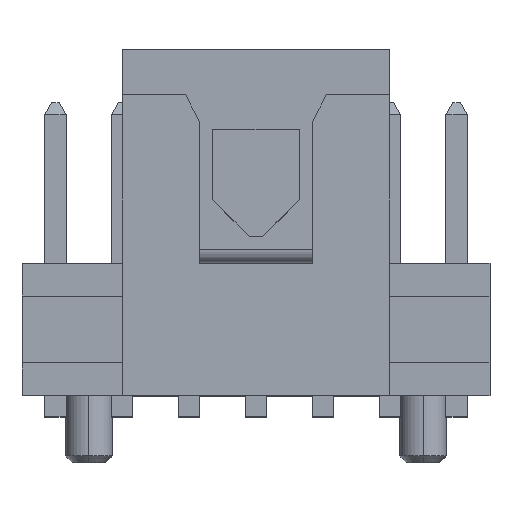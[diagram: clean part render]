
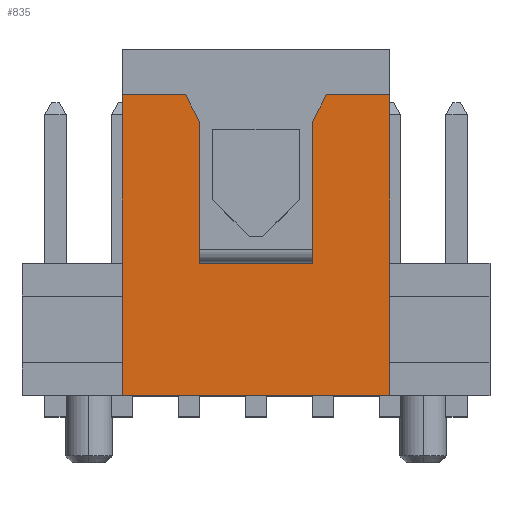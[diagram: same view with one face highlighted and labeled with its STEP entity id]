
A CAD part, top view. The second image highlights one B-rep face of the part: STEP entity #835.
In plain terms, the highlighted planar face has unit normal (0, 0, 1).
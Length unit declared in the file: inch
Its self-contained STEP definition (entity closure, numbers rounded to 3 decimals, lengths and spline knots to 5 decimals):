
#227 = CARTESIAN_POINT ( 'NONE',  ( 0.0425, 0.099, 0.1 ) ) ;
#443 = EDGE_CURVE ( 'NONE', #13052, #6624, #7958, .T. ) ;
#739 = DIRECTION ( 'NONE',  ( 0., -1., 0. ) ) ;
#835 = ADVANCED_FACE ( 'NONE', ( #5964 ), #1351, .T. ) ;
#944 = DIRECTION ( 'NONE',  ( 1., 0., 0. ) ) ;
#1209 = CARTESIAN_POINT ( 'NONE',  ( -0.0425, 0.205, 0.1 ) ) ;
#1226 = CARTESIAN_POINT ( 'NONE',  ( -0.0425, 0.205, 0.1 ) ) ;
#1272 = VECTOR ( 'NONE', #2496, 39.37008 ) ;
#1351 = PLANE ( 'NONE',  #15593 ) ;
#1475 = LINE ( 'NONE', #1209, #7393 ) ;
#2072 = ORIENTED_EDGE ( 'NONE', *, *, #15093, .T. ) ;
#2496 = DIRECTION ( 'NONE',  ( -1., 0., 0. ) ) ;
#2595 = ORIENTED_EDGE ( 'NONE', *, *, #11955, .T. ) ;
#2617 = LINE ( 'NONE', #14071, #6163 ) ;
#2801 = VERTEX_POINT ( 'NONE', #8484 ) ;
#3401 = ORIENTED_EDGE ( 'NONE', *, *, #12340, .T. ) ;
#3903 = LINE ( 'NONE', #4102, #1272 ) ;
#4102 = CARTESIAN_POINT ( 'NONE',  ( 0.1, 0.225, 0.1 ) ) ;
#4261 = LINE ( 'NONE', #9985, #7851 ) ;
#4565 = CARTESIAN_POINT ( 'NONE',  ( 0.0525, 0.225, 0.1 ) ) ;
#4734 = VECTOR ( 'NONE', #739, 39.37008 ) ;
#5325 = EDGE_CURVE ( 'NONE', #9862, #2801, #1475, .T. ) ;
#5856 = VECTOR ( 'NONE', #7893, 39.37008 ) ;
#5873 = VECTOR ( 'NONE', #17898, 39.37008 ) ;
#5964 = FACE_OUTER_BOUND ( 'NONE', #10616, .T. ) ;
#6061 = EDGE_CURVE ( 'NONE', #15065, #9862, #9277, .T. ) ;
#6163 = VECTOR ( 'NONE', #10327, 39.37008 ) ;
#6459 = DIRECTION ( 'NONE',  ( 1., 0., 0. ) ) ;
#6513 = CARTESIAN_POINT ( 'NONE',  ( 0.0425, 0.205, 0.1 ) ) ;
#6624 = VERTEX_POINT ( 'NONE', #16071 ) ;
#6748 = ORIENTED_EDGE ( 'NONE', *, *, #5325, .T. ) ;
#6974 = LINE ( 'NONE', #10739, #5873 ) ;
#7219 = DIRECTION ( 'NONE',  ( -0.447, 0.894, 0. ) ) ;
#7393 = VECTOR ( 'NONE', #7219, 39.37008 ) ;
#7687 = CARTESIAN_POINT ( 'NONE',  ( 0., 0., 0.1 ) ) ;
#7851 = VECTOR ( 'NONE', #15682, 39.37008 ) ;
#7893 = DIRECTION ( 'NONE',  ( 0., 1., 0. ) ) ;
#7915 = CARTESIAN_POINT ( 'NONE',  ( 0.0525, 0.225, 0.1 ) ) ;
#7958 = LINE ( 'NONE', #7687, #8477 ) ;
#8331 = DIRECTION ( 'NONE',  ( 0., -1., 0. ) ) ;
#8341 = VECTOR ( 'NONE', #11933, 39.37008 ) ;
#8477 = VECTOR ( 'NONE', #6459, 39.37008 ) ;
#8484 = CARTESIAN_POINT ( 'NONE',  ( -0.0525, 0.225, 0.1 ) ) ;
#8499 = VERTEX_POINT ( 'NONE', #12226 ) ;
#8584 = ORIENTED_EDGE ( 'NONE', *, *, #13723, .T. ) ;
#8597 = VERTEX_POINT ( 'NONE', #227 ) ;
#8624 = CARTESIAN_POINT ( 'NONE',  ( -0.1, 0., 0.1 ) ) ;
#9277 = LINE ( 'NONE', #15010, #5856 ) ;
#9821 = VERTEX_POINT ( 'NONE', #15298 ) ;
#9862 = VERTEX_POINT ( 'NONE', #1226 ) ;
#9985 = CARTESIAN_POINT ( 'NONE',  ( 0.1, 0.099, 0.1 ) ) ;
#9989 = CARTESIAN_POINT ( 'NONE',  ( 0.1, 0.005, 0.1 ) ) ;
#10327 = DIRECTION ( 'NONE',  ( 0., 1., 0. ) ) ;
#10616 = EDGE_LOOP ( 'NONE', ( #14671, #2595, #15397, #6748, #3401, #18464, #17014, #8584, #2072, #12436 ) ) ;
#10739 = CARTESIAN_POINT ( 'NONE',  ( 0.1, 0.225, 0.1 ) ) ;
#11822 = VERTEX_POINT ( 'NONE', #4565 ) ;
#11933 = DIRECTION ( 'NONE',  ( -0.447, -0.894, 0. ) ) ;
#11955 = EDGE_CURVE ( 'NONE', #8597, #15065, #4261, .T. ) ;
#12226 = CARTESIAN_POINT ( 'NONE',  ( 0.1, 0.225, 0.1 ) ) ;
#12336 = CARTESIAN_POINT ( 'NONE',  ( 0.0425, 0.005, 0.1 ) ) ;
#12340 = EDGE_CURVE ( 'NONE', #2801, #9821, #3903, .T. ) ;
#12341 = VECTOR ( 'NONE', #8331, 39.37008 ) ;
#12383 = EDGE_CURVE ( 'NONE', #9821, #13052, #16943, .T. ) ;
#12436 = ORIENTED_EDGE ( 'NONE', *, *, #17866, .T. ) ;
#13052 = VERTEX_POINT ( 'NONE', #8624 ) ;
#13647 = CARTESIAN_POINT ( 'NONE',  ( -0.0425, 0.099, 0.1 ) ) ;
#13723 = EDGE_CURVE ( 'NONE', #6624, #8499, #2617, .T. ) ;
#14071 = CARTESIAN_POINT ( 'NONE',  ( 0.1, 0.005, 0.1 ) ) ;
#14129 = CARTESIAN_POINT ( 'NONE',  ( -0.1, 0.005, 0.1 ) ) ;
#14495 = DIRECTION ( 'NONE',  ( 0., 0., 1. ) ) ;
#14671 = ORIENTED_EDGE ( 'NONE', *, *, #17715, .T. ) ;
#15010 = CARTESIAN_POINT ( 'NONE',  ( -0.0425, 0.005, 0.1 ) ) ;
#15065 = VERTEX_POINT ( 'NONE', #13647 ) ;
#15093 = EDGE_CURVE ( 'NONE', #8499, #11822, #6974, .T. ) ;
#15298 = CARTESIAN_POINT ( 'NONE',  ( -0.1, 0.225, 0.1 ) ) ;
#15397 = ORIENTED_EDGE ( 'NONE', *, *, #6061, .T. ) ;
#15593 = AXIS2_PLACEMENT_3D ( 'NONE', #9989, #14495, #944 ) ;
#15682 = DIRECTION ( 'NONE',  ( -1., 0., 0. ) ) ;
#16071 = CARTESIAN_POINT ( 'NONE',  ( 0.1, 0., 0.1 ) ) ;
#16187 = VERTEX_POINT ( 'NONE', #6513 ) ;
#16535 = LINE ( 'NONE', #7915, #8341 ) ;
#16943 = LINE ( 'NONE', #14129, #12341 ) ;
#17014 = ORIENTED_EDGE ( 'NONE', *, *, #443, .T. ) ;
#17715 = EDGE_CURVE ( 'NONE', #16187, #8597, #17927, .T. ) ;
#17866 = EDGE_CURVE ( 'NONE', #11822, #16187, #16535, .T. ) ;
#17898 = DIRECTION ( 'NONE',  ( -1., 0., 0. ) ) ;
#17927 = LINE ( 'NONE', #12336, #4734 ) ;
#18464 = ORIENTED_EDGE ( 'NONE', *, *, #12383, .T. ) ;
